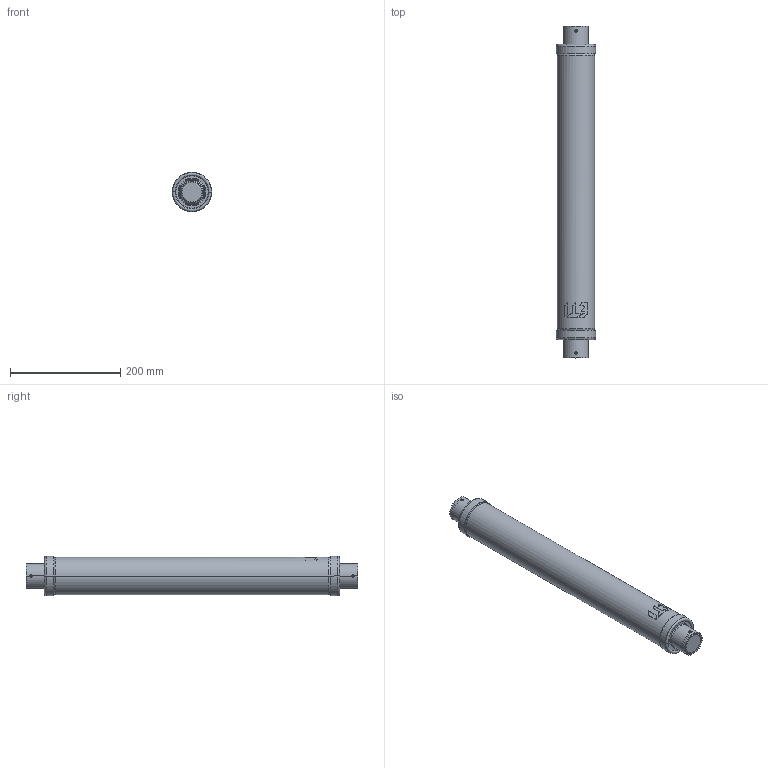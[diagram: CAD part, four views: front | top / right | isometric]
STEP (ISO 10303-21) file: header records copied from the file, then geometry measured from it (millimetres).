
FILE_DESCRIPTION((''),'2;1');
FILE_NAME('ASM0103_ASM','2021-04-02T',('marketing.praksa'),('Audax d.o.o.'),'CREO PARAMETRIC BY PTC INC, 2017480','CREO PARAMETRIC BY PTC INC, 2017480','');
FILE_SCHEMA(('AUTOMOTIVE_DESIGN { 1 0 10303 214 1 1 1 1 }'));
Length unit declared in the file: millimetre
Products named in the file (10): 0000030782_1_1_1_2_3; 0000061570_1_1_1_2_3; 0000061580_1_1_1_2_3; PRT0087_1_1_AF0_1_1_1_2; PRT0087_1_2_AF0_1_1_1_2; PRT0087_1_3_AF0_1_1_1_2; PRT0087_1_AF0_ASM_1_ASM_1_1_2_ASM; ETI_LOGO_ASM_1_ASM_1_1_2_ASM; PRT0158; ASM0103_ASM
Assembly tree (10 placements, depth 4):
  ASM0103_ASM
    0000030782_1_1_1_2_3  x2
    0000061570_1_1_1_2_3
    0000061580_1_1_1_2_3
    ETI_LOGO_ASM_1_ASM_1_1_2_ASM
      PRT0087_1_AF0_ASM_1_ASM_1_1_2_ASM
        PRT0087_1_1_AF0_1_1_1_2
        PRT0087_1_2_AF0_1_1_1_2
        PRT0087_1_3_AF0_1_1_1_2
    PRT0158
Bounding box: 71.6 x 603 x 71.6 mm (x, y, z)
Volume: 888343.5 mm3; surface area: 257386.2 mm2
Topology: 8 solids, 8 shells, 381 faces, 1004 edges, 660 vertices
Faces by surface type: cylinder 123, bspline 96, plane 90, torus 68, cone 4
Entity records: 17674 total; most frequent: CARTESIAN_POINT 7264, ORIENTED_EDGE 1496, DIRECTION 1358, PRESENTATION_STYLE_ASSIGNMENT 761, STYLED_ITEM 755, CURVE_STYLE 748, EDGE_CURVE 748, AXIS2_PLACEMENT_3D 569
